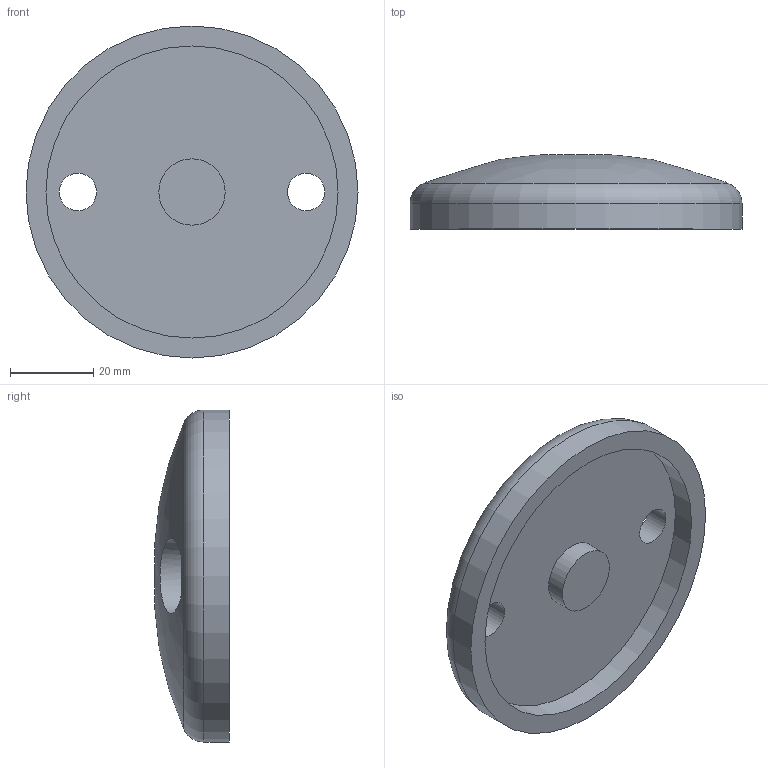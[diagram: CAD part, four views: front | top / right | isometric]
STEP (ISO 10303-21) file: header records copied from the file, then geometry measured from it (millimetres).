
FILE_DESCRIPTION( ( 'STEP AP214' ), '1' );
FILE_NAME( 'K0416.30802.stp', '2020-12-07T14:34:51', ( '' ), ( '' ), ' ', 'PARTsolutions', ' ' );
FILE_SCHEMA( ( 'AUTOMOTIVE_DESIGN { 1 0 10303 214 1 1 1 1 }' ) );
Length unit declared in the file: millimetre
Products named in the file (1): _K0416.30802
Bounding box: 80 x 17.99 x 80 mm (x, y, z)
Volume: 46601.3 mm3; surface area: 14602.6 mm2
Topology: 1 solids, 1 shells, 16 faces, 31 edges, 20 vertices
Faces by surface type: cylinder 8, plane 5, sphere 1, bspline 1, torus 1
Full cylindrical faces by diameter (mm): 9 x2, 15 x1, 16 x1, 70.4 x1, 80 x1
Entity records: 657 total; most frequent: CARTESIAN_POINT 219, DIRECTION 66, ORIENTED_EDGE 38, AXIS2_PLACEMENT_3D 33, EDGE_LOOP 32, FACE_OUTER_BOUND 24, EDGE_CURVE 19, VERTEX_POINT 18
